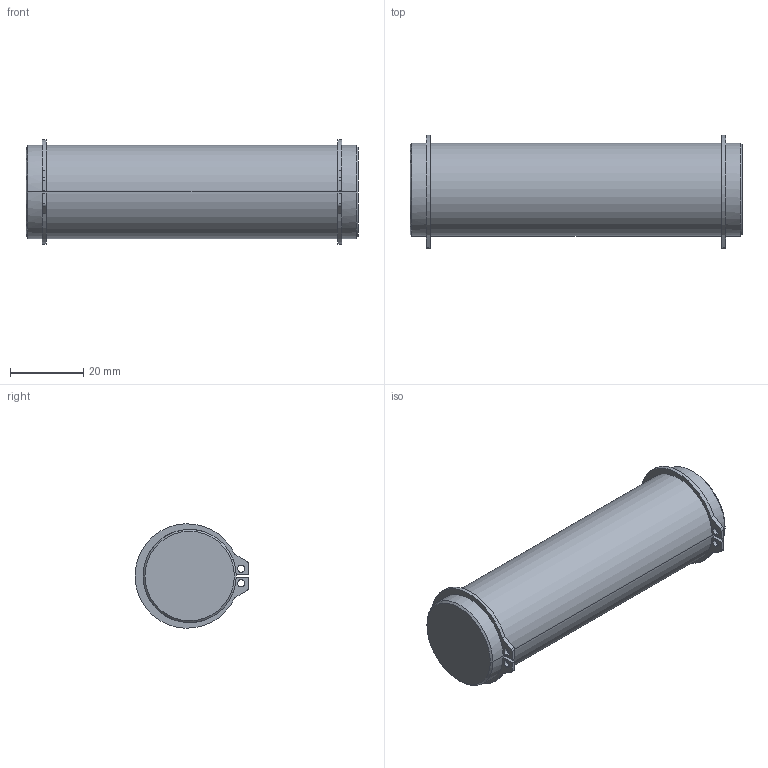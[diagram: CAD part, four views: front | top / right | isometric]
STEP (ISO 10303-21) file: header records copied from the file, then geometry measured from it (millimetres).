
FILE_DESCRIPTION((''),'2;1');
FILE_NAME('A500-403','2019-12-13T15:49:30',('MeFernandez'),('ASCO Numatics'),'CREO PARAMETRIC BY PTC INC, 2018190','CREO PARAMETRIC BY PTC INC, 2018190','');
FILE_SCHEMA(('AUTOMOTIVE_DESIGN_CC2 { 1 2 10303 214 -1 1 5 2 }'));
Length unit declared in the file: inch
Products named in the file (1): A500-403
Bounding box: 90.5 x 31.05 x 28.45 mm (x, y, z)
Volume: 46150.8 mm3; surface area: 8845.8 mm2
Topology: 1 solids, 1 shells, 38 faces, 104 edges, 68 vertices
Faces by surface type: plane 18, cylinder 16, cone 4
Entity records: 1970 total; most frequent: DIRECTION 224, CARTESIAN_POINT 210, ORIENTED_EDGE 208, PRESENTATION_STYLE_ASSIGNMENT 135, STYLED_ITEM 105, CURVE_STYLE 104, EDGE_CURVE 104, AXIS2_PLACEMENT_3D 82
